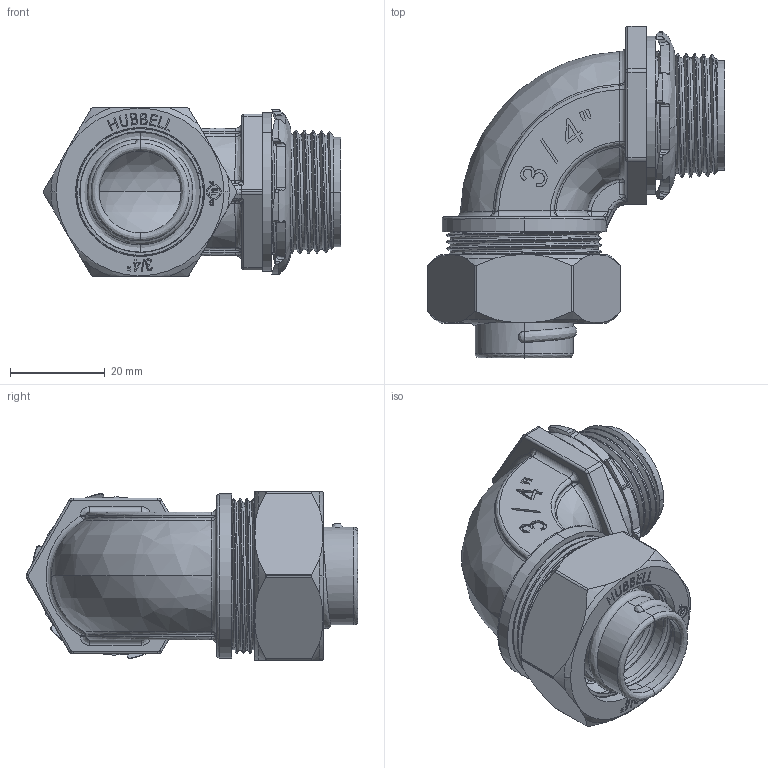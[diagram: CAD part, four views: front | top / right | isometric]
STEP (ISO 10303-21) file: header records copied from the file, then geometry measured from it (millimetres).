
FILE_DESCRIPTION (( 'STEP AP214' ), '1' );
FILE_NAME ('3543-8.STEP', '2016-02-24T16:09:02', ( '' ), ( '' ), 'SwSTEP 2.0', 'SolidWorks 2014', '' );
FILE_SCHEMA (( 'AUTOMOTIVE_DESIGN' ));
Length unit declared in the file: inch
Products named in the file (8): 3513RAC INSULATION BUSHING_INSTALLED; 3403 LOCK NUT; 3403 SEAL; 3403 COMPRESSION NUT; 3403 GLAND RING; 3403 FERRULE_installed; 3423 90DEG BODY; 3543-8
Assembly tree (7 placements, depth 2):
  3543-8
    3423 90DEG BODY
    3403 FERRULE_installed
    3403 GLAND RING
    3403 COMPRESSION NUT
    3403 SEAL
    3403 LOCK NUT
    3513RAC INSULATION BUSHING_INSTALLED
Bounding box: 62.92 x 70.2 x 35.61 mm (x, y, z)
Volume: 25041.2 mm3; surface area: 29687.3 mm2
Topology: 7 solids, 7 shells, 706 faces, 1846 edges, 1172 vertices
Faces by surface type: plane 259, bspline 233, cylinder 146, cone 68
Entity records: 51430 total; most frequent: CARTESIAN_POINT 26499, ORIENTED_EDGE 3664, DIRECTION 2551, EDGE_CURVE 1832, VERTEX_POINT 1172, AXIS2_PLACEMENT_3D 854, LINE 843, VECTOR 843
